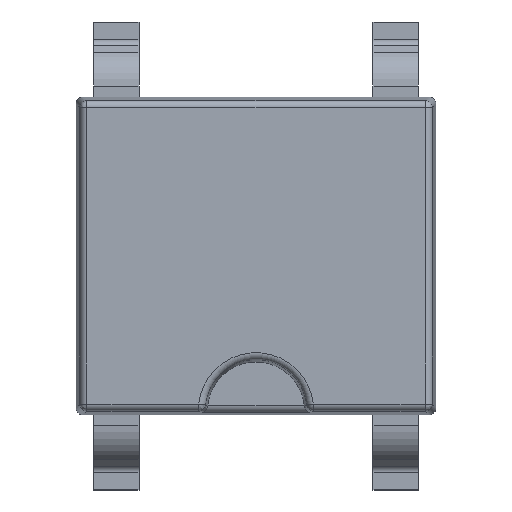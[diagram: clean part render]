
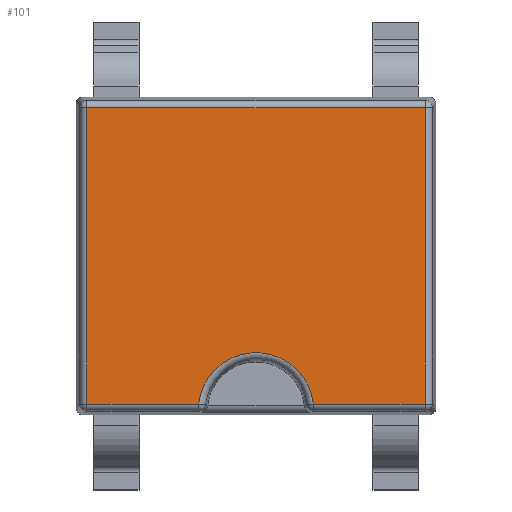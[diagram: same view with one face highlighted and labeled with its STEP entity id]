
A CAD part, top view. The second image highlights one B-rep face of the part: STEP entity #101.
In plain terms, the highlighted planar face has unit normal (0, 0, 1).
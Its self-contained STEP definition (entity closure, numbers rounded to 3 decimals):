
#101=ADVANCED_FACE('',(#1016),#1018,.T.);
#1016=FACE_BOUND('',#1017,.T.);
#1017=EDGE_LOOP('',(#1887,#1888,#1889,#1890,#1891,#1892));
#1018=PLANE('',#1019);
#1019=AXIS2_PLACEMENT_3D('',#1020,#1021,#1022);
#1020=CARTESIAN_POINT('',(0.,0.,1.45));
#1021=DIRECTION('',(0.,0.,1.));
#1022=DIRECTION('',(1.,0.,0.));
#1887=ORIENTED_EDGE('',*,*,#2361,.T.);
#1888=ORIENTED_EDGE('',*,*,#2362,.T.);
#1889=ORIENTED_EDGE('',*,*,#2363,.T.);
#1890=ORIENTED_EDGE('',*,*,#2364,.T.);
#1891=ORIENTED_EDGE('',*,*,#2365,.T.);
#1892=ORIENTED_EDGE('',*,*,#2366,.T.);
#2361=EDGE_CURVE('',#2606,#2607,#2608,.T.);
#2362=EDGE_CURVE('',#2607,#2609,#2610,.T.);
#2363=EDGE_CURVE('',#2609,#2611,#2612,.T.);
#2364=EDGE_CURVE('',#2611,#2613,#2614,.T.);
#2365=EDGE_CURVE('',#2613,#2615,#2616,.T.);
#2366=EDGE_CURVE('',#2615,#2606,#2617,.F.);
#2606=VERTEX_POINT('',#3023);
#2607=VERTEX_POINT('',#3024);
#2608=LINE('',#3025,#3026);
#2609=VERTEX_POINT('',#3028);
#2610=LINE('',#3029,#3030);
#2611=VERTEX_POINT('',#3032);
#2612=LINE('',#3033,#3034);
#2613=VERTEX_POINT('',#3036);
#2614=LINE('',#3037,#3038);
#2615=VERTEX_POINT('',#3040);
#2616=LINE('',#3041,#3042);
#2617=CIRCLE('',#3044,0.827);
#3023=CARTESIAN_POINT('',(0.822,-2.122,1.45));
#3024=CARTESIAN_POINT('',(2.422,-2.122,1.45));
#3025=CARTESIAN_POINT('',(0.822,-2.122,1.45));
#3026=VECTOR('',#3027,1.);
#3027=DIRECTION('',(1.,0.,0.));
#3028=CARTESIAN_POINT('',(2.422,2.122,1.45));
#3029=CARTESIAN_POINT('',(2.422,-2.122,1.45));
#3030=VECTOR('',#3031,1.);
#3031=DIRECTION('',(0.,1.,0.));
#3032=CARTESIAN_POINT('',(-2.422,2.122,1.45));
#3033=CARTESIAN_POINT('',(2.422,2.122,1.45));
#3034=VECTOR('',#3035,1.);
#3035=DIRECTION('',(-1.,0.,0.));
#3036=CARTESIAN_POINT('',(-2.422,-2.122,1.45));
#3037=CARTESIAN_POINT('',(-2.422,2.122,1.45));
#3038=VECTOR('',#3039,1.);
#3039=DIRECTION('',(0.,-1.,0.));
#3040=CARTESIAN_POINT('',(-0.822,-2.122,1.45));
#3041=CARTESIAN_POINT('',(-2.422,-2.122,1.45));
#3042=VECTOR('',#3043,1.);
#3043=DIRECTION('',(1.,0.,0.));
#3044=AXIS2_PLACEMENT_3D('',#3045,#3046,#3047);
#3045=CARTESIAN_POINT('',(0.,-2.214,1.45));
#3046=DIRECTION('',(0.,0.,1.));
#3047=DIRECTION('',(0.994,0.111,0.));
